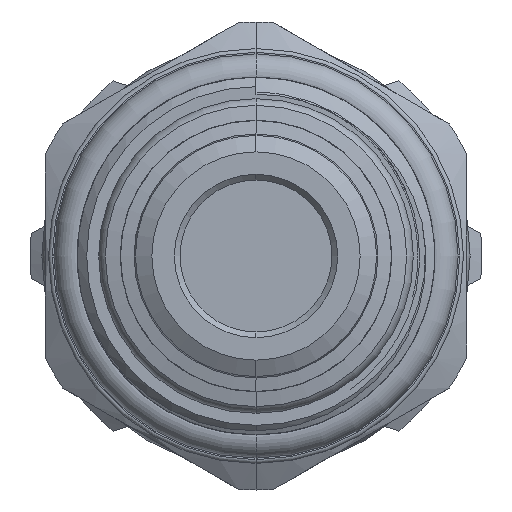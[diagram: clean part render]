
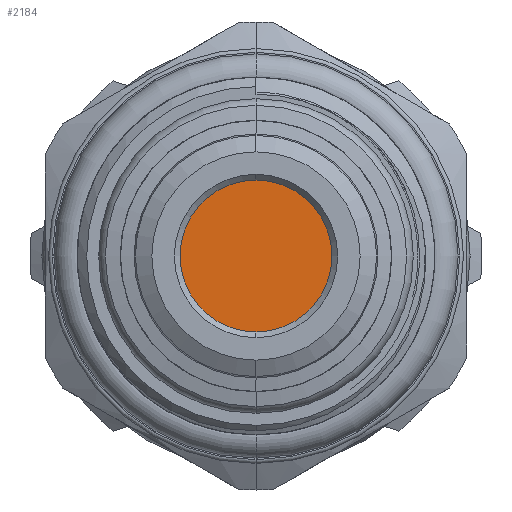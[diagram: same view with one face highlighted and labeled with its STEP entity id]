
A CAD part, left-side view. The second image highlights one B-rep face of the part: STEP entity #2184.
In plain terms, the highlighted planar face has unit normal (-1, 0, 0).
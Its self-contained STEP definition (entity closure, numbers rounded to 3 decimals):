
#89 = VERTEX_POINT ( 'NONE', #3326 ) ;
#259 = CARTESIAN_POINT ( 'NONE',  ( -36.318, 0., 0. ) ) ;
#518 = DIRECTION ( 'NONE',  ( 0., 0., 1. ) ) ;
#656 = FACE_OUTER_BOUND ( 'NONE', #5562, .T. ) ;
#1601 = CIRCLE ( 'NONE', #3937, 4. ) ;
#2184 = ADVANCED_FACE ( 'NONE', ( #656 ), #3083, .T. ) ;
#2773 = CARTESIAN_POINT ( 'NONE',  ( -36.318, 0., 0. ) ) ;
#3083 = PLANE ( 'NONE',  #9101 ) ;
#3326 = CARTESIAN_POINT ( 'NONE',  ( -36.318, 0., -4. ) ) ;
#3937 = AXIS2_PLACEMENT_3D ( 'NONE', #5717, #5050, #518 ) ;
#4061 = ORIENTED_EDGE ( 'NONE', *, *, #10352, .F. ) ;
#4341 = AXIS2_PLACEMENT_3D ( 'NONE', #2773, #9221, #7434 ) ;
#5050 = DIRECTION ( 'NONE',  ( 1., 0., 0. ) ) ;
#5562 = EDGE_LOOP ( 'NONE', ( #7424, #4061 ) ) ;
#5717 = CARTESIAN_POINT ( 'NONE',  ( -36.318, 0., 0. ) ) ;
#7333 = VERTEX_POINT ( 'NONE', #7859 ) ;
#7424 = ORIENTED_EDGE ( 'NONE', *, *, #7523, .F. ) ;
#7434 = DIRECTION ( 'NONE',  ( 0., 0., 1. ) ) ;
#7523 = EDGE_CURVE ( 'NONE', #7333, #89, #1601, .T. ) ;
#7705 = DIRECTION ( 'NONE',  ( -1., 0., 0. ) ) ;
#7859 = CARTESIAN_POINT ( 'NONE',  ( -36.318, 0., 4. ) ) ;
#8674 = DIRECTION ( 'NONE',  ( 0., 0., 1. ) ) ;
#9101 = AXIS2_PLACEMENT_3D ( 'NONE', #259, #7705, #8674 ) ;
#9221 = DIRECTION ( 'NONE',  ( 1., 0., 0. ) ) ;
#10031 = CIRCLE ( 'NONE', #4341, 4. ) ;
#10352 = EDGE_CURVE ( 'NONE', #89, #7333, #10031, .T. ) ;
